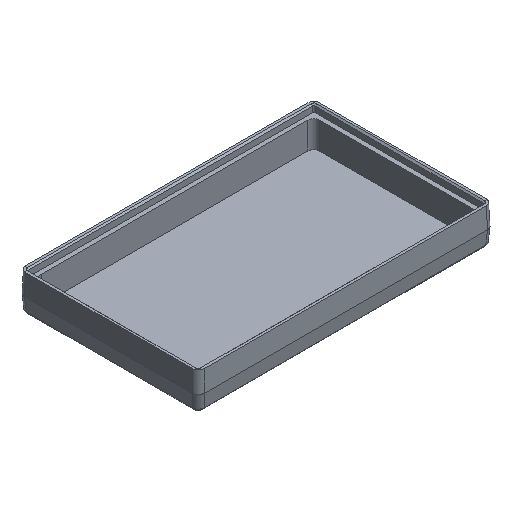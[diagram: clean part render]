
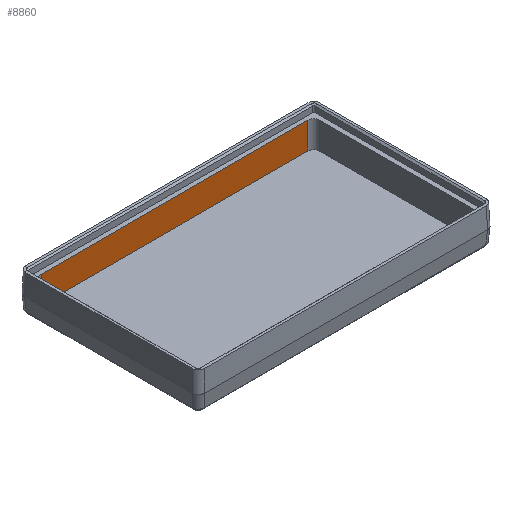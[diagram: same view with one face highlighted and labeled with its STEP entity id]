
A CAD part, isometric view. The second image highlights one B-rep face of the part: STEP entity #8860.
In plain terms, the highlighted planar face has unit normal (0, -1, 0).
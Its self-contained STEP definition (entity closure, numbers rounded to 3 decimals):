
#7605 = PLANE('',#7606);
#7606 = AXIS2_PLACEMENT_3D('',#7607,#7608,#7609);
#7607 = CARTESIAN_POINT('',(-96.65,-57.65,9.));
#7608 = DIRECTION('',(0.,0.,1.));
#7609 = DIRECTION('',(0.859,0.512,0.));
#8335 = VERTEX_POINT('',#8336);
#8336 = CARTESIAN_POINT('',(-89.85,54.85,9.));
#8351 = CYLINDRICAL_SURFACE('',#8352,4.);
#8352 = AXIS2_PLACEMENT_3D('',#8353,#8354,#8355);
#8353 = CARTESIAN_POINT('',(-89.85,50.85,9.));
#8354 = DIRECTION('',(-0.,-0.,-1.));
#8355 = DIRECTION('',(0.,1.,0.));
#8363 = EDGE_CURVE('',#8335,#8364,#8366,.T.);
#8364 = VERTEX_POINT('',#8365);
#8365 = CARTESIAN_POINT('',(89.85,54.85,9.));
#8366 = SURFACE_CURVE('',#8367,(#8371,#8378),.PCURVE_S1.);
#8367 = LINE('',#8368,#8369);
#8368 = CARTESIAN_POINT('',(-93.85,54.85,9.));
#8369 = VECTOR('',#8370,1.);
#8370 = DIRECTION('',(1.,0.,0.));
#8371 = PCURVE('',#7605,#8372);
#8372 = DEFINITIONAL_REPRESENTATION('',(#8373),#8377);
#8373 = LINE('',#8374,#8375);
#8374 = CARTESIAN_POINT('',(60.035,95.183));
#8375 = VECTOR('',#8376,1.);
#8376 = DIRECTION('',(0.859,-0.512));
#8377 = ( GEOMETRIC_REPRESENTATION_CONTEXT(2) 
PARAMETRIC_REPRESENTATION_CONTEXT() REPRESENTATION_CONTEXT('2D SPACE',''
  ) );
#8378 = PCURVE('',#8379,#8384);
#8379 = PLANE('',#8380);
#8380 = AXIS2_PLACEMENT_3D('',#8381,#8382,#8383);
#8381 = CARTESIAN_POINT('',(-93.85,54.85,9.));
#8382 = DIRECTION('',(0.,-1.,0.));
#8383 = DIRECTION('',(1.,0.,0.));
#8384 = DEFINITIONAL_REPRESENTATION('',(#8385),#8389);
#8385 = LINE('',#8386,#8387);
#8386 = CARTESIAN_POINT('',(0.,0.));
#8387 = VECTOR('',#8388,1.);
#8388 = DIRECTION('',(1.,0.));
#8389 = ( GEOMETRIC_REPRESENTATION_CONTEXT(2) 
PARAMETRIC_REPRESENTATION_CONTEXT() REPRESENTATION_CONTEXT('2D SPACE',''
  ) );
#8408 = CYLINDRICAL_SURFACE('',#8409,4.);
#8409 = AXIS2_PLACEMENT_3D('',#8410,#8411,#8412);
#8410 = CARTESIAN_POINT('',(89.85,50.85,9.));
#8411 = DIRECTION('',(-0.,-0.,-1.));
#8412 = DIRECTION('',(1.,0.,0.));
#8518 = PLANE('',#8519);
#8519 = AXIS2_PLACEMENT_3D('',#8520,#8521,#8522);
#8520 = CARTESIAN_POINT('',(-94.821,-55.821,-9.));
#8521 = DIRECTION('',(0.,0.,-1.));
#8522 = DIRECTION('',(1.,0.,0.));
#8757 = EDGE_CURVE('',#8364,#8758,#8760,.T.);
#8758 = VERTEX_POINT('',#8759);
#8759 = CARTESIAN_POINT('',(89.85,54.85,-9.));
#8760 = SURFACE_CURVE('',#8761,(#8765,#8772),.PCURVE_S1.);
#8761 = LINE('',#8762,#8763);
#8762 = CARTESIAN_POINT('',(89.85,54.85,9.));
#8763 = VECTOR('',#8764,1.);
#8764 = DIRECTION('',(-0.,-0.,-1.));
#8765 = PCURVE('',#8408,#8766);
#8766 = DEFINITIONAL_REPRESENTATION('',(#8767),#8771);
#8767 = LINE('',#8768,#8769);
#8768 = CARTESIAN_POINT('',(-1.571,0.));
#8769 = VECTOR('',#8770,1.);
#8770 = DIRECTION('',(-0.,1.));
#8771 = ( GEOMETRIC_REPRESENTATION_CONTEXT(2) 
PARAMETRIC_REPRESENTATION_CONTEXT() REPRESENTATION_CONTEXT('2D SPACE',''
  ) );
#8772 = PCURVE('',#8379,#8773);
#8773 = DEFINITIONAL_REPRESENTATION('',(#8774),#8778);
#8774 = LINE('',#8775,#8776);
#8775 = CARTESIAN_POINT('',(183.7,0.));
#8776 = VECTOR('',#8777,1.);
#8777 = DIRECTION('',(0.,-1.));
#8778 = ( GEOMETRIC_REPRESENTATION_CONTEXT(2) 
PARAMETRIC_REPRESENTATION_CONTEXT() REPRESENTATION_CONTEXT('2D SPACE',''
  ) );
#8813 = VERTEX_POINT('',#8814);
#8814 = CARTESIAN_POINT('',(-89.85,54.85,-9.));
#8840 = EDGE_CURVE('',#8335,#8813,#8841,.T.);
#8841 = SURFACE_CURVE('',#8842,(#8846,#8853),.PCURVE_S1.);
#8842 = LINE('',#8843,#8844);
#8843 = CARTESIAN_POINT('',(-89.85,54.85,9.));
#8844 = VECTOR('',#8845,1.);
#8845 = DIRECTION('',(-0.,-0.,-1.));
#8846 = PCURVE('',#8351,#8847);
#8847 = DEFINITIONAL_REPRESENTATION('',(#8848),#8852);
#8848 = LINE('',#8849,#8850);
#8849 = CARTESIAN_POINT('',(-0.,0.));
#8850 = VECTOR('',#8851,1.);
#8851 = DIRECTION('',(-0.,1.));
#8852 = ( GEOMETRIC_REPRESENTATION_CONTEXT(2) 
PARAMETRIC_REPRESENTATION_CONTEXT() REPRESENTATION_CONTEXT('2D SPACE',''
  ) );
#8853 = PCURVE('',#8379,#8854);
#8854 = DEFINITIONAL_REPRESENTATION('',(#8855),#8859);
#8855 = LINE('',#8856,#8857);
#8856 = CARTESIAN_POINT('',(4.,0.));
#8857 = VECTOR('',#8858,1.);
#8858 = DIRECTION('',(0.,-1.));
#8859 = ( GEOMETRIC_REPRESENTATION_CONTEXT(2) 
PARAMETRIC_REPRESENTATION_CONTEXT() REPRESENTATION_CONTEXT('2D SPACE',''
  ) );
#8860 = ADVANCED_FACE('',(#8861),#8379,.T.);
#8861 = FACE_BOUND('',#8862,.T.);
#8862 = EDGE_LOOP('',(#8863,#8864,#8865,#8886));
#8863 = ORIENTED_EDGE('',*,*,#8363,.F.);
#8864 = ORIENTED_EDGE('',*,*,#8840,.T.);
#8865 = ORIENTED_EDGE('',*,*,#8866,.T.);
#8866 = EDGE_CURVE('',#8813,#8758,#8867,.T.);
#8867 = SURFACE_CURVE('',#8868,(#8872,#8879),.PCURVE_S1.);
#8868 = LINE('',#8869,#8870);
#8869 = CARTESIAN_POINT('',(-93.85,54.85,-9.));
#8870 = VECTOR('',#8871,1.);
#8871 = DIRECTION('',(1.,0.,0.));
#8872 = PCURVE('',#8379,#8873);
#8873 = DEFINITIONAL_REPRESENTATION('',(#8874),#8878);
#8874 = LINE('',#8875,#8876);
#8875 = CARTESIAN_POINT('',(0.,-18.));
#8876 = VECTOR('',#8877,1.);
#8877 = DIRECTION('',(1.,0.));
#8878 = ( GEOMETRIC_REPRESENTATION_CONTEXT(2) 
PARAMETRIC_REPRESENTATION_CONTEXT() REPRESENTATION_CONTEXT('2D SPACE',''
  ) );
#8879 = PCURVE('',#8518,#8880);
#8880 = DEFINITIONAL_REPRESENTATION('',(#8881),#8885);
#8881 = LINE('',#8882,#8883);
#8882 = CARTESIAN_POINT('',(0.971,-110.671));
#8883 = VECTOR('',#8884,1.);
#8884 = DIRECTION('',(1.,0.));
#8885 = ( GEOMETRIC_REPRESENTATION_CONTEXT(2) 
PARAMETRIC_REPRESENTATION_CONTEXT() REPRESENTATION_CONTEXT('2D SPACE',''
  ) );
#8886 = ORIENTED_EDGE('',*,*,#8757,.F.);
